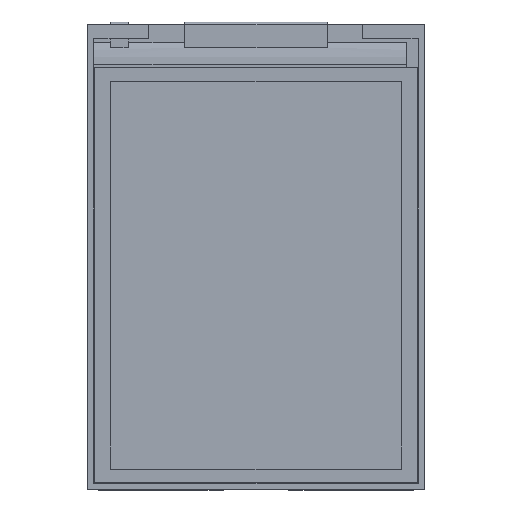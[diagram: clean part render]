
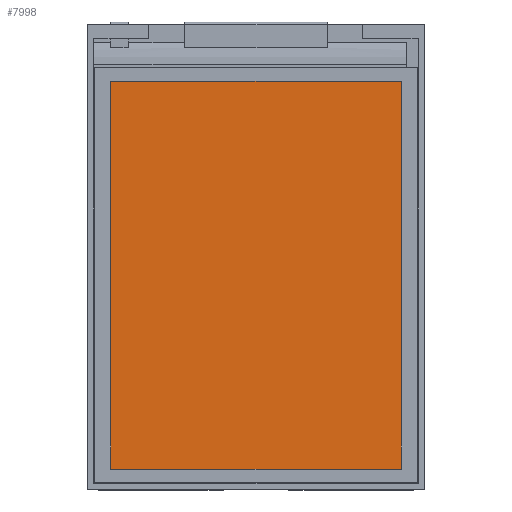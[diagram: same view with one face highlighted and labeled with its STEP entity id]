
A CAD part, top view. The second image highlights one B-rep face of the part: STEP entity #7998.
In plain terms, the highlighted planar face has unit normal (0, 0, 1).
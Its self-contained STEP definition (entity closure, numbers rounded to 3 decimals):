
#7698 = PLANE('',#7699);
#7699 = AXIS2_PLACEMENT_3D('',#7700,#7701,#7702);
#7700 = CARTESIAN_POINT('',(-21.657,-33.775,3.849));
#7701 = DIRECTION('',(-1.,0.,0.));
#7702 = DIRECTION('',(0.,0.,-1.));
#7726 = PLANE('',#7727);
#7727 = AXIS2_PLACEMENT_3D('',#7728,#7729,#7730);
#7728 = CARTESIAN_POINT('',(-21.657,23.825,3.849));
#7729 = DIRECTION('',(0.,1.,0.));
#7730 = DIRECTION('',(0.,0.,-1.));
#7754 = PLANE('',#7755);
#7755 = AXIS2_PLACEMENT_3D('',#7756,#7757,#7758);
#7756 = CARTESIAN_POINT('',(21.543,23.825,3.849));
#7757 = DIRECTION('',(1.,0.,0.));
#7758 = DIRECTION('',(0.,0.,1.));
#7780 = PLANE('',#7781);
#7781 = AXIS2_PLACEMENT_3D('',#7782,#7783,#7784);
#7782 = CARTESIAN_POINT('',(21.543,-33.775,3.849));
#7783 = DIRECTION('',(0.,-1.,0.));
#7784 = DIRECTION('',(0.,0.,1.));
#7803 = VERTEX_POINT('',#7804);
#7804 = CARTESIAN_POINT('',(-21.657,23.825,3.849));
#7825 = EDGE_CURVE('',#7803,#7826,#7828,.T.);
#7826 = VERTEX_POINT('',#7827);
#7827 = CARTESIAN_POINT('',(21.543,23.825,3.849));
#7828 = SURFACE_CURVE('',#7829,(#7833,#7840),.PCURVE_S1.);
#7829 = LINE('',#7830,#7831);
#7830 = CARTESIAN_POINT('',(-21.657,23.825,3.849));
#7831 = VECTOR('',#7832,1.);
#7832 = DIRECTION('',(1.,0.,0.));
#7833 = PCURVE('',#7726,#7834);
#7834 = DEFINITIONAL_REPRESENTATION('',(#7835),#7839);
#7835 = LINE('',#7836,#7837);
#7836 = CARTESIAN_POINT('',(0.,0.));
#7837 = VECTOR('',#7838,1.);
#7838 = DIRECTION('',(0.,-1.));
#7839 = ( GEOMETRIC_REPRESENTATION_CONTEXT(2) 
PARAMETRIC_REPRESENTATION_CONTEXT() REPRESENTATION_CONTEXT('2D SPACE',''
  ) );
#7840 = PCURVE('',#7841,#7846);
#7841 = PLANE('',#7842);
#7842 = AXIS2_PLACEMENT_3D('',#7843,#7844,#7845);
#7843 = CARTESIAN_POINT('',(-0.057,-2.299,3.849));
#7844 = DIRECTION('',(0.,0.,-1.));
#7845 = DIRECTION('',(1.,0.,0.));
#7846 = DEFINITIONAL_REPRESENTATION('',(#7847),#7851);
#7847 = LINE('',#7848,#7849);
#7848 = CARTESIAN_POINT('',(-21.6,-26.124));
#7849 = VECTOR('',#7850,1.);
#7850 = DIRECTION('',(1.,0.));
#7851 = ( GEOMETRIC_REPRESENTATION_CONTEXT(2) 
PARAMETRIC_REPRESENTATION_CONTEXT() REPRESENTATION_CONTEXT('2D SPACE',''
  ) );
#7879 = EDGE_CURVE('',#7826,#7880,#7882,.T.);
#7880 = VERTEX_POINT('',#7881);
#7881 = CARTESIAN_POINT('',(21.543,-33.775,3.849));
#7882 = SURFACE_CURVE('',#7883,(#7887,#7894),.PCURVE_S1.);
#7883 = LINE('',#7884,#7885);
#7884 = CARTESIAN_POINT('',(21.543,23.825,3.849));
#7885 = VECTOR('',#7886,1.);
#7886 = DIRECTION('',(0.,-1.,0.));
#7887 = PCURVE('',#7754,#7888);
#7888 = DEFINITIONAL_REPRESENTATION('',(#7889),#7893);
#7889 = LINE('',#7890,#7891);
#7890 = CARTESIAN_POINT('',(0.,-0.));
#7891 = VECTOR('',#7892,1.);
#7892 = DIRECTION('',(0.,1.));
#7893 = ( GEOMETRIC_REPRESENTATION_CONTEXT(2) 
PARAMETRIC_REPRESENTATION_CONTEXT() REPRESENTATION_CONTEXT('2D SPACE',''
  ) );
#7894 = PCURVE('',#7841,#7895);
#7895 = DEFINITIONAL_REPRESENTATION('',(#7896),#7900);
#7896 = LINE('',#7897,#7898);
#7897 = CARTESIAN_POINT('',(21.6,-26.124));
#7898 = VECTOR('',#7899,1.);
#7899 = DIRECTION('',(0.,1.));
#7900 = ( GEOMETRIC_REPRESENTATION_CONTEXT(2) 
PARAMETRIC_REPRESENTATION_CONTEXT() REPRESENTATION_CONTEXT('2D SPACE',''
  ) );
#7928 = EDGE_CURVE('',#7880,#7929,#7931,.T.);
#7929 = VERTEX_POINT('',#7930);
#7930 = CARTESIAN_POINT('',(-21.657,-33.775,3.849));
#7931 = SURFACE_CURVE('',#7932,(#7936,#7943),.PCURVE_S1.);
#7932 = LINE('',#7933,#7934);
#7933 = CARTESIAN_POINT('',(21.543,-33.775,3.849));
#7934 = VECTOR('',#7935,1.);
#7935 = DIRECTION('',(-1.,0.,0.));
#7936 = PCURVE('',#7780,#7937);
#7937 = DEFINITIONAL_REPRESENTATION('',(#7938),#7942);
#7938 = LINE('',#7939,#7940);
#7939 = CARTESIAN_POINT('',(0.,0.));
#7940 = VECTOR('',#7941,1.);
#7941 = DIRECTION('',(0.,1.));
#7942 = ( GEOMETRIC_REPRESENTATION_CONTEXT(2) 
PARAMETRIC_REPRESENTATION_CONTEXT() REPRESENTATION_CONTEXT('2D SPACE',''
  ) );
#7943 = PCURVE('',#7841,#7944);
#7944 = DEFINITIONAL_REPRESENTATION('',(#7945),#7949);
#7945 = LINE('',#7946,#7947);
#7946 = CARTESIAN_POINT('',(21.6,31.476));
#7947 = VECTOR('',#7948,1.);
#7948 = DIRECTION('',(-1.,0.));
#7949 = ( GEOMETRIC_REPRESENTATION_CONTEXT(2) 
PARAMETRIC_REPRESENTATION_CONTEXT() REPRESENTATION_CONTEXT('2D SPACE',''
  ) );
#7977 = EDGE_CURVE('',#7929,#7803,#7978,.T.);
#7978 = SURFACE_CURVE('',#7979,(#7983,#7990),.PCURVE_S1.);
#7979 = LINE('',#7980,#7981);
#7980 = CARTESIAN_POINT('',(-21.657,-33.775,3.849));
#7981 = VECTOR('',#7982,1.);
#7982 = DIRECTION('',(0.,1.,0.));
#7983 = PCURVE('',#7698,#7984);
#7984 = DEFINITIONAL_REPRESENTATION('',(#7985),#7989);
#7985 = LINE('',#7986,#7987);
#7986 = CARTESIAN_POINT('',(0.,-0.));
#7987 = VECTOR('',#7988,1.);
#7988 = DIRECTION('',(0.,-1.));
#7989 = ( GEOMETRIC_REPRESENTATION_CONTEXT(2) 
PARAMETRIC_REPRESENTATION_CONTEXT() REPRESENTATION_CONTEXT('2D SPACE',''
  ) );
#7990 = PCURVE('',#7841,#7991);
#7991 = DEFINITIONAL_REPRESENTATION('',(#7992),#7996);
#7992 = LINE('',#7993,#7994);
#7993 = CARTESIAN_POINT('',(-21.6,31.476));
#7994 = VECTOR('',#7995,1.);
#7995 = DIRECTION('',(0.,-1.));
#7996 = ( GEOMETRIC_REPRESENTATION_CONTEXT(2) 
PARAMETRIC_REPRESENTATION_CONTEXT() REPRESENTATION_CONTEXT('2D SPACE',''
  ) );
#7998 = ADVANCED_FACE('',(#7999),#7841,.F.);
#7999 = FACE_BOUND('',#8000,.T.);
#8000 = EDGE_LOOP('',(#8001,#8002,#8003,#8004));
#8001 = ORIENTED_EDGE('',*,*,#7825,.F.);
#8002 = ORIENTED_EDGE('',*,*,#7977,.F.);
#8003 = ORIENTED_EDGE('',*,*,#7928,.F.);
#8004 = ORIENTED_EDGE('',*,*,#7879,.F.);
